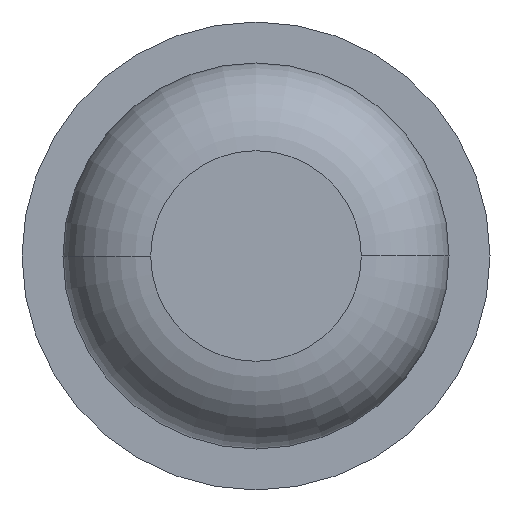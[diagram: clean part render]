
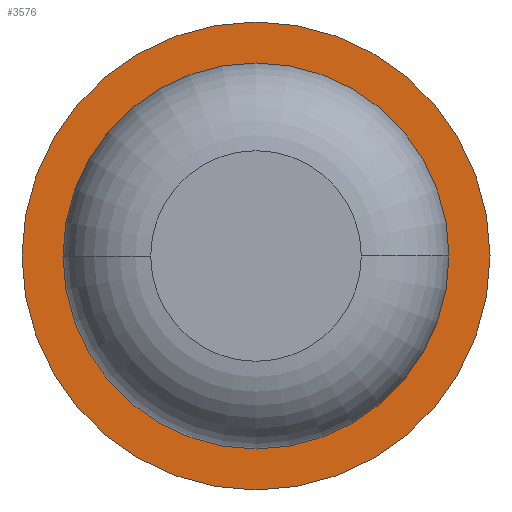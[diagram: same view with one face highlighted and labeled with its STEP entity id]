
A CAD part, front view. The second image highlights one B-rep face of the part: STEP entity #3576.
In plain terms, the highlighted planar face has unit normal (0, -1, 0).
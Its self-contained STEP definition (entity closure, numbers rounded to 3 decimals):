
#125 = CIRCLE ( 'NONE', #3565, 0.825 ) ;
#128 = CARTESIAN_POINT ( 'NONE',  ( 1., -5., 0. ) ) ;
#237 = ORIENTED_EDGE ( 'NONE', *, *, #3894, .F. ) ;
#405 = EDGE_LOOP ( 'NONE', ( #4185, #237 ) ) ;
#441 = CARTESIAN_POINT ( 'NONE',  ( 0., -5., 0. ) ) ;
#585 = CARTESIAN_POINT ( 'NONE',  ( -0.825, -5., 0. ) ) ;
#707 = VERTEX_POINT ( 'NONE', #128 ) ;
#774 = DIRECTION ( 'NONE',  ( 0., 1., 0. ) ) ;
#789 = DIRECTION ( 'NONE',  ( -1., 0., 0. ) ) ;
#792 = CIRCLE ( 'NONE', #1192, 1. ) ;
#820 = ORIENTED_EDGE ( 'NONE', *, *, #2970, .T. ) ;
#890 = ORIENTED_EDGE ( 'NONE', *, *, #3412, .T. ) ;
#941 = FACE_BOUND ( 'NONE', #3957, .T. ) ;
#1103 = EDGE_CURVE ( 'Defeature ausgef�hrt1_6+Defeature ausgef�hrt1_5+Defeature ausgef�hrt1_5+Defeature ausgef�hrt1_5', #4003, #707, #1947, .T. ) ;
#1177 = DIRECTION ( 'NONE',  ( 0., 1., 0. ) ) ;
#1192 = AXIS2_PLACEMENT_3D ( 'NONE', #441, #2808, #789 ) ;
#1396 = DIRECTION ( 'NONE',  ( 0., 1., 0. ) ) ;
#1401 = DIRECTION ( 'NONE',  ( -1., 0., 0. ) ) ;
#1464 = CARTESIAN_POINT ( 'NONE',  ( 0.825, -5., 0. ) ) ;
#1599 = CARTESIAN_POINT ( 'NONE',  ( -1., -5., 0. ) ) ;
#1616 = CARTESIAN_POINT ( 'NONE',  ( 0.825, -5., 0. ) ) ;
#1947 = CIRCLE ( 'NONE', #2962, 1. ) ;
#2044 = CARTESIAN_POINT ( 'NONE',  ( 0., -5., 0. ) ) ;
#2311 = DIRECTION ( 'NONE',  ( -1., 0., 0. ) ) ;
#2722 = FACE_OUTER_BOUND ( 'NONE', #405, .T. ) ;
#2808 = DIRECTION ( 'NONE',  ( 0., 1., 0. ) ) ;
#2872 = CARTESIAN_POINT ( 'NONE',  ( 0., -5., 0. ) ) ;
#2962 = AXIS2_PLACEMENT_3D ( 'NONE', #2044, #1396, #3748 ) ;
#2970 = EDGE_CURVE ( 'Defeature ausgef�hrt1_5+Defeature ausgef�hrt1_0+Defeature ausgef�hrt1_0+Defeature ausgef�hrt1_0', #3793, #3588, #125, .T. ) ;
#3412 = EDGE_CURVE ( 'Defeature ausgef�hrt1_5+Defeature ausgef�hrt1_0+Defeature ausgef�hrt1_0+Defeature ausgef�hrt1_0', #3588, #3793, #3775, .T. ) ;
#3540 = DIRECTION ( 'NONE',  ( -1., 0., 0. ) ) ;
#3565 = AXIS2_PLACEMENT_3D ( 'NONE', #4085, #774, #1401 ) ;
#3576 = ADVANCED_FACE ( 'Defeature ausgef�hrt1_5', ( #2722, #941 ), #4294, .F. ) ;
#3588 = VERTEX_POINT ( 'NONE', #585 ) ;
#3642 = DIRECTION ( 'NONE',  ( 0., 1., 0. ) ) ;
#3724 = AXIS2_PLACEMENT_3D ( 'NONE', #2872, #1177, #3540 ) ;
#3748 = DIRECTION ( 'NONE',  ( -1., 0., 0. ) ) ;
#3775 = CIRCLE ( 'NONE', #3724, 0.825 ) ;
#3793 = VERTEX_POINT ( 'NONE', #1464 ) ;
#3894 = EDGE_CURVE ( 'Defeature ausgef�hrt1_6+Defeature ausgef�hrt1_5+Defeature ausgef�hrt1_5+Defeature ausgef�hrt1_5', #707, #4003, #792, .T. ) ;
#3957 = EDGE_LOOP ( 'NONE', ( #890, #820 ) ) ;
#4003 = VERTEX_POINT ( 'NONE', #1599 ) ;
#4085 = CARTESIAN_POINT ( 'NONE',  ( 0., -5., 0. ) ) ;
#4185 = ORIENTED_EDGE ( 'NONE', *, *, #1103, .F. ) ;
#4294 = PLANE ( 'NONE',  #4352 ) ;
#4352 = AXIS2_PLACEMENT_3D ( 'NONE', #1616, #3642, #2311 ) ;
